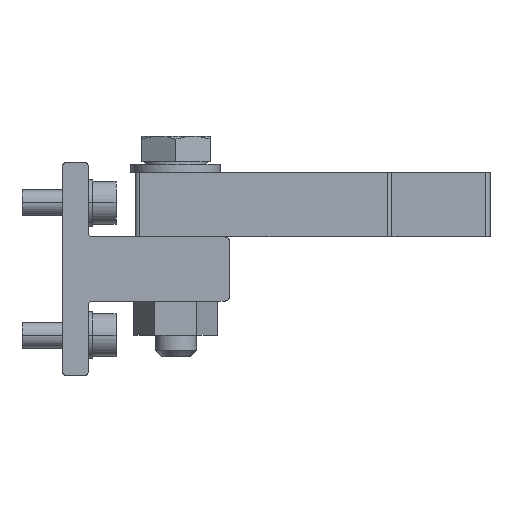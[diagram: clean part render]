
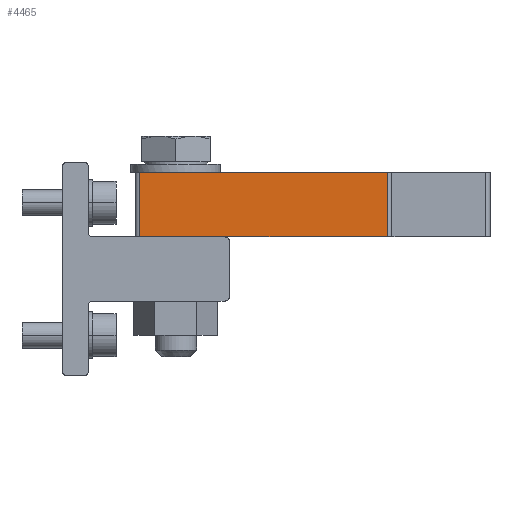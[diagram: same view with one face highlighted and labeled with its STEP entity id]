
A CAD part, left-side view. The second image highlights one B-rep face of the part: STEP entity #4465.
In plain terms, the highlighted planar face has unit normal (-1, 0, 0).
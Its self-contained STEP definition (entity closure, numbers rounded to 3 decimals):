
#408=DIRECTION('',(0.,-1.,0.));
#409=VECTOR('',#408,58.);
#410=CARTESIAN_POINT('',(-131.,-110.,240.5));
#411=LINE('',#410,#409);
#1238=DIRECTION('',(0.,0.,-1.));
#1239=VECTOR('',#1238,15.);
#1240=CARTESIAN_POINT('',(-131.,-110.,
255.5));
#1241=LINE('',#1240,#1239);
#1242=DIRECTION('',(0.,-1.,0.));
#1243=VECTOR('',#1242,58.);
#1244=CARTESIAN_POINT('',(-131.,-110.,
255.5));
#1245=LINE('',#1244,#1243);
#1246=DIRECTION('',(0.,0.,1.));
#1247=VECTOR('',#1246,15.);
#1248=CARTESIAN_POINT('',(-131.,-168.,
240.5));
#1249=LINE('',#1248,#1247);
#2794=CARTESIAN_POINT('',(-131.,-110.,
255.5));
#2796=VERTEX_POINT('',#2794);
#2815=CARTESIAN_POINT('',(-131.,-168.,
255.5));
#2817=VERTEX_POINT('',#2815);
#2838=CARTESIAN_POINT('',(-131.,-110.,
240.5));
#2839=VERTEX_POINT('',#2838);
#2842=CARTESIAN_POINT('',(-131.,-168.,
240.5));
#2843=VERTEX_POINT('',#2842);
#4453=CARTESIAN_POINT('',(-131.,-139.,
248.));
#4454=DIRECTION('',(1.,0.,0.));
#4455=DIRECTION('',(0.,1.,0.));
#4456=AXIS2_PLACEMENT_3D('',#4453,#4454,#4455);
#4457=PLANE('',#4456);
#4458=ORIENTED_EDGE('',*,*,#4439,.F.);
#4459=ORIENTED_EDGE('',*,*,#3203,.T.);
#4461=ORIENTED_EDGE('',*,*,#4460,.F.);
#4462=ORIENTED_EDGE('',*,*,#3311,.F.);
#4463=EDGE_LOOP('',(#4458,#4459,#4461,#4462));
#4464=FACE_OUTER_BOUND('',#4463,.F.);
#3203=EDGE_CURVE('',#2796,#2817,#1245,.T.);
#3311=EDGE_CURVE('',#2839,#2843,#411,.T.);
#4439=EDGE_CURVE('',#2796,#2839,#1241,.T.);
#4460=EDGE_CURVE('',#2843,#2817,#1249,.T.);
#4465=ADVANCED_FACE('',(#4464),#4457,.F.);
